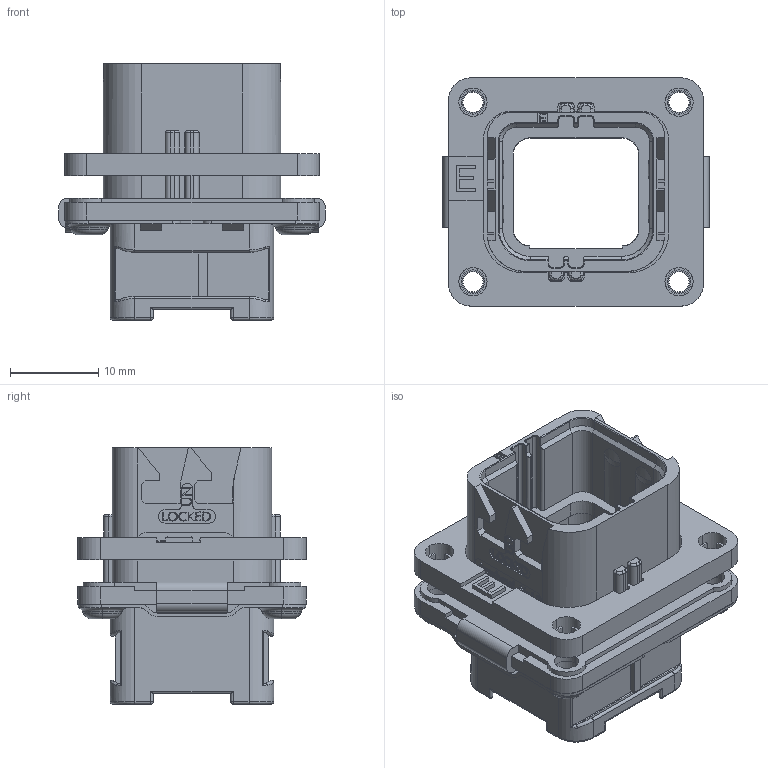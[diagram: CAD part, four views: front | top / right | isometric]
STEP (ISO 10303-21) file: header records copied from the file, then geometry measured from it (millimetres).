
FILE_DESCRIPTION((''),'2;1');
FILE_NAME('SIM2B24E111','2019-10-21T',('presta_be4'),(''),'CREO PARAMETRIC BY PTC INC, 2018360','CREO PARAMETRIC BY PTC INC, 2018360','');
FILE_SCHEMA(('CONFIG_CONTROL_DESIGN'));
Products named in the file (1): SIM2B24E111
Bounding box: 30.1 x 25.8 x 28.97 mm (x, y, z)
Volume: 5249.2 mm3; surface area: 7006.8 mm2
Topology: 2 solids, 2 shells, 1785 faces, 4935 edges, 3214 vertices
Faces by surface type: plane 743, extrusion 608, cylinder 282, torus 76, bspline 28, sphere 24, cone 24
Entity records: 60214 total; most frequent: CARTESIAN_POINT 16931, ORIENTED_EDGE 9854, DIRECTION 7111, EDGE_CURVE 4927, VECTOR 3413, VERTEX_POINT 3214, LINE 2805, B_SPLINE_CURVE_WITH_KNOTS 2030
